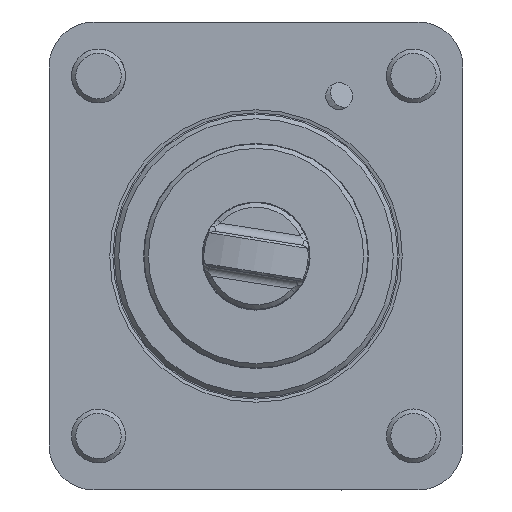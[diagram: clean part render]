
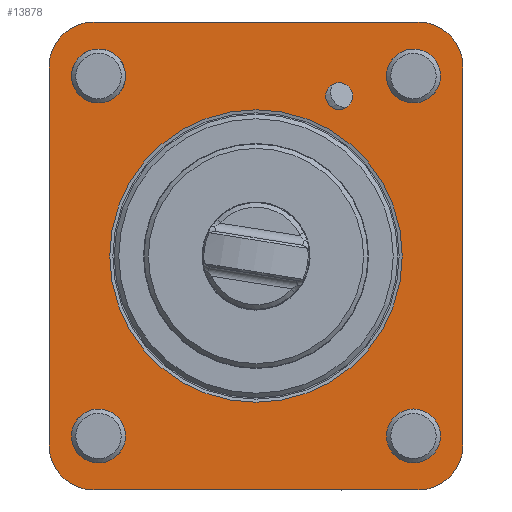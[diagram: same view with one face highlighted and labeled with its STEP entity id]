
A CAD part, front view. The second image highlights one B-rep face of the part: STEP entity #13878.
In plain terms, the highlighted planar face has unit normal (0, -1, 0).
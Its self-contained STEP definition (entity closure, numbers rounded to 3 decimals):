
#511 = CARTESIAN_POINT ( 'NONE',  ( -46., 84.7, 0. ) ) ;
#574 = CIRCLE ( 'NONE', #13336, 10. ) ;
#790 = CARTESIAN_POINT ( 'NONE',  ( -36., 84.7, -42. ) ) ;
#895 = DIRECTION ( 'NONE',  ( 0., -1., 0. ) ) ;
#909 = CIRCLE ( 'NONE', #4445, 10. ) ;
#1190 = EDGE_LOOP ( 'NONE', ( #22450 ) ) ;
#1304 = AXIS2_PLACEMENT_3D ( 'NONE', #13378, #16339, #3051 ) ;
#1327 = DIRECTION ( 'NONE',  ( 0., 0., -1. ) ) ;
#1489 = EDGE_CURVE ( 'NONE', #9167, #9167, #8105, .T. ) ;
#1492 = EDGE_LOOP ( 'NONE', ( #4367 ) ) ;
#1510 = AXIS2_PLACEMENT_3D ( 'NONE', #13366, #22412, #14114 ) ;
#1686 = CARTESIAN_POINT ( 'NONE',  ( -36., 84.7, 42. ) ) ;
#1691 = FACE_BOUND ( 'NONE', #21205, .T. ) ;
#2084 = VERTEX_POINT ( 'NONE', #10679 ) ;
#2336 = DIRECTION ( 'NONE',  ( 0., 0., -1. ) ) ;
#2466 = DIRECTION ( 'NONE',  ( 0., 0., -1. ) ) ;
#2560 = ORIENTED_EDGE ( 'NONE', *, *, #11029, .F. ) ;
#2605 = EDGE_CURVE ( 'NONE', #8323, #15950, #21665, .T. ) ;
#3051 = DIRECTION ( 'NONE',  ( 0., 0., -1. ) ) ;
#3104 = DIRECTION ( 'NONE',  ( 0., 0., -1. ) ) ;
#3151 = EDGE_LOOP ( 'NONE', ( #22938 ) ) ;
#3291 = CIRCLE ( 'NONE', #1510, 6. ) ;
#3322 = EDGE_CURVE ( 'NONE', #10446, #22453, #21093, .T. ) ;
#3375 = CIRCLE ( 'NONE', #1304, 10. ) ;
#3396 = DIRECTION ( 'NONE',  ( 0., 0., -1. ) ) ;
#3505 = DIRECTION ( 'NONE',  ( 0., -1., 0. ) ) ;
#3510 = EDGE_LOOP ( 'NONE', ( #23404 ) ) ;
#4000 = DIRECTION ( 'NONE',  ( 0., 0., -1. ) ) ;
#4367 = ORIENTED_EDGE ( 'NONE', *, *, #10770, .F. ) ;
#4445 = AXIS2_PLACEMENT_3D ( 'NONE', #790, #20912, #3104 ) ;
#4481 = ORIENTED_EDGE ( 'NONE', *, *, #19909, .T. ) ;
#4591 = EDGE_CURVE ( 'NONE', #12264, #17476, #909, .T. ) ;
#4931 = CARTESIAN_POINT ( 'NONE',  ( 35., 84.7, 40. ) ) ;
#4972 = EDGE_CURVE ( 'NONE', #9562, #9562, #3291, .T. ) ;
#5057 = VECTOR ( 'NONE', #1327, 1000. ) ;
#5070 = LINE ( 'NONE', #6561, #17855 ) ;
#5087 = FACE_BOUND ( 'NONE', #1492, .T. ) ;
#5360 = AXIS2_PLACEMENT_3D ( 'NONE', #9094, #20850, #18630 ) ;
#5432 = EDGE_CURVE ( 'NONE', #17539, #17539, #18744, .T. ) ;
#5706 = CARTESIAN_POINT ( 'NONE',  ( 46., 84.7, 0. ) ) ;
#6017 = DIRECTION ( 'NONE',  ( 0., 0., -1. ) ) ;
#6406 = EDGE_CURVE ( 'NONE', #15950, #10446, #7731, .T. ) ;
#6455 = VECTOR ( 'NONE', #10846, 1000. ) ;
#6558 = ORIENTED_EDGE ( 'NONE', *, *, #4591, .T. ) ;
#6561 = CARTESIAN_POINT ( 'NONE',  ( 32.499, 84.7, -52. ) ) ;
#6575 = FACE_BOUND ( 'NONE', #3510, .T. ) ;
#6933 = VERTEX_POINT ( 'NONE', #20962 ) ;
#7051 = CARTESIAN_POINT ( 'NONE',  ( 32.499, 84.7, 52. ) ) ;
#7211 = DIRECTION ( 'NONE',  ( 0., 0., 1. ) ) ;
#7403 = DIRECTION ( 'NONE',  ( 0., -1., 0. ) ) ;
#7435 = EDGE_CURVE ( 'NONE', #2084, #12264, #21075, .T. ) ;
#7731 = CIRCLE ( 'NONE', #10198, 10. ) ;
#7871 = ORIENTED_EDGE ( 'NONE', *, *, #7435, .T. ) ;
#8043 = VERTEX_POINT ( 'NONE', #21369 ) ;
#8105 = CIRCLE ( 'NONE', #21811, 3. ) ;
#8323 = VERTEX_POINT ( 'NONE', #11428 ) ;
#8420 = EDGE_CURVE ( 'NONE', #8043, #8043, #10075, .T. ) ;
#8585 = EDGE_LOOP ( 'NONE', ( #16078, #13798, #7871, #6558, #4481, #10991, #14261, #14629 ) ) ;
#9094 = CARTESIAN_POINT ( 'NONE',  ( 0., 84.7, 0. ) ) ;
#9167 = VERTEX_POINT ( 'NONE', #19091 ) ;
#9276 = CARTESIAN_POINT ( 'NONE',  ( 32.499, 84.7, 0. ) ) ;
#9278 = CIRCLE ( 'NONE', #22219, 6. ) ;
#9514 = CARTESIAN_POINT ( 'NONE',  ( -35., 84.7, 40. ) ) ;
#9562 = VERTEX_POINT ( 'NONE', #18325 ) ;
#10075 = CIRCLE ( 'NONE', #15307, 6. ) ;
#10198 = AXIS2_PLACEMENT_3D ( 'NONE', #20212, #14558, #20956 ) ;
#10225 = CARTESIAN_POINT ( 'NONE',  ( 36., 84.7, 52. ) ) ;
#10446 = VERTEX_POINT ( 'NONE', #10225 ) ;
#10679 = CARTESIAN_POINT ( 'NONE',  ( -46., 84.7, 42. ) ) ;
#10770 = EDGE_CURVE ( 'NONE', #6933, #6933, #15760, .T. ) ;
#10797 = PLANE ( 'NONE',  #13826 ) ;
#10846 = DIRECTION ( 'NONE',  ( -1., 0., 0. ) ) ;
#10991 = ORIENTED_EDGE ( 'NONE', *, *, #17739, .T. ) ;
#11029 = EDGE_CURVE ( 'NONE', #13465, #13465, #9278, .T. ) ;
#11428 = CARTESIAN_POINT ( 'NONE',  ( 46., 84.7, -42. ) ) ;
#11896 = CARTESIAN_POINT ( 'NONE',  ( -46., 84.7, -42. ) ) ;
#12264 = VERTEX_POINT ( 'NONE', #11896 ) ;
#12613 = DIRECTION ( 'NONE',  ( 0., -1., 0. ) ) ;
#12646 = CARTESIAN_POINT ( 'NONE',  ( 35., 84.7, -40. ) ) ;
#13336 = AXIS2_PLACEMENT_3D ( 'NONE', #1686, #895, #4000 ) ;
#13366 = CARTESIAN_POINT ( 'NONE',  ( -35., 84.7, -40. ) ) ;
#13378 = CARTESIAN_POINT ( 'NONE',  ( 36., 84.7, -42. ) ) ;
#13465 = VERTEX_POINT ( 'NONE', #20979 ) ;
#13798 = ORIENTED_EDGE ( 'NONE', *, *, #22489, .T. ) ;
#13826 = AXIS2_PLACEMENT_3D ( 'NONE', #9276, #7403, #2466 ) ;
#13878 = ADVANCED_FACE ( 'NONE', ( #6575, #5087, #21391, #20290, #16474, #22566, #1691 ), #10797, .T. ) ;
#14114 = DIRECTION ( 'NONE',  ( 0., 0., -1. ) ) ;
#14261 = ORIENTED_EDGE ( 'NONE', *, *, #2605, .T. ) ;
#14558 = DIRECTION ( 'NONE',  ( 0., -1., 0. ) ) ;
#14629 = ORIENTED_EDGE ( 'NONE', *, *, #6406, .T. ) ;
#15232 = EDGE_LOOP ( 'NONE', ( #2560 ) ) ;
#15307 = AXIS2_PLACEMENT_3D ( 'NONE', #12646, #3505, #2336 ) ;
#15617 = DIRECTION ( 'NONE',  ( 1., 0., 0. ) ) ;
#15760 = CIRCLE ( 'NONE', #16512, 6. ) ;
#15950 = VERTEX_POINT ( 'NONE', #22998 ) ;
#16078 = ORIENTED_EDGE ( 'NONE', *, *, #3322, .T. ) ;
#16212 = CARTESIAN_POINT ( 'NONE',  ( 36., 84.7, -52. ) ) ;
#16339 = DIRECTION ( 'NONE',  ( 0., -1., 0. ) ) ;
#16474 = FACE_BOUND ( 'NONE', #1190, .T. ) ;
#16512 = AXIS2_PLACEMENT_3D ( 'NONE', #4931, #20822, #3396 ) ;
#16965 = CARTESIAN_POINT ( 'NONE',  ( 18.5, 84.7, 35.5 ) ) ;
#17476 = VERTEX_POINT ( 'NONE', #19032 ) ;
#17539 = VERTEX_POINT ( 'NONE', #21344 ) ;
#17739 = EDGE_CURVE ( 'NONE', #19537, #8323, #3375, .T. ) ;
#17855 = VECTOR ( 'NONE', #15617, 1000. ) ;
#17881 = DIRECTION ( 'NONE',  ( 0., 0., -1. ) ) ;
#18325 = CARTESIAN_POINT ( 'NONE',  ( -35., 84.7, -46. ) ) ;
#18408 = ORIENTED_EDGE ( 'NONE', *, *, #1489, .T. ) ;
#18630 = DIRECTION ( 'NONE',  ( 0., 0., -1. ) ) ;
#18744 = CIRCLE ( 'NONE', #5360, 32.499 ) ;
#19032 = CARTESIAN_POINT ( 'NONE',  ( -36., 84.7, -52. ) ) ;
#19091 = CARTESIAN_POINT ( 'NONE',  ( 18.5, 84.7, 32.5 ) ) ;
#19537 = VERTEX_POINT ( 'NONE', #16212 ) ;
#19909 = EDGE_CURVE ( 'NONE', #17476, #19537, #5070, .T. ) ;
#20212 = CARTESIAN_POINT ( 'NONE',  ( 36., 84.7, 42. ) ) ;
#20290 = FACE_BOUND ( 'NONE', #15232, .T. ) ;
#20822 = DIRECTION ( 'NONE',  ( 0., -1., 0. ) ) ;
#20850 = DIRECTION ( 'NONE',  ( 0., -1., 0. ) ) ;
#20912 = DIRECTION ( 'NONE',  ( 0., -1., 0. ) ) ;
#20956 = DIRECTION ( 'NONE',  ( 0., 0., -1. ) ) ;
#20962 = CARTESIAN_POINT ( 'NONE',  ( 35., 84.7, 34. ) ) ;
#20979 = CARTESIAN_POINT ( 'NONE',  ( -35., 84.7, 34. ) ) ;
#21075 = LINE ( 'NONE', #511, #5057 ) ;
#21093 = LINE ( 'NONE', #7051, #6455 ) ;
#21205 = EDGE_LOOP ( 'NONE', ( #18408 ) ) ;
#21344 = CARTESIAN_POINT ( 'NONE',  ( 0., 84.7, -32.499 ) ) ;
#21369 = CARTESIAN_POINT ( 'NONE',  ( 35., 84.7, -46. ) ) ;
#21391 = FACE_BOUND ( 'NONE', #3151, .T. ) ;
#21665 = LINE ( 'NONE', #5706, #22304 ) ;
#21811 = AXIS2_PLACEMENT_3D ( 'NONE', #16965, #23434, #6017 ) ;
#22219 = AXIS2_PLACEMENT_3D ( 'NONE', #9514, #12613, #17881 ) ;
#22304 = VECTOR ( 'NONE', #7211, 1000. ) ;
#22412 = DIRECTION ( 'NONE',  ( 0., -1., 0. ) ) ;
#22450 = ORIENTED_EDGE ( 'NONE', *, *, #5432, .F. ) ;
#22453 = VERTEX_POINT ( 'NONE', #22552 ) ;
#22489 = EDGE_CURVE ( 'NONE', #22453, #2084, #574, .T. ) ;
#22552 = CARTESIAN_POINT ( 'NONE',  ( -36., 84.7, 52. ) ) ;
#22566 = FACE_OUTER_BOUND ( 'NONE', #8585, .T. ) ;
#22938 = ORIENTED_EDGE ( 'NONE', *, *, #8420, .F. ) ;
#22998 = CARTESIAN_POINT ( 'NONE',  ( 46., 84.7, 42. ) ) ;
#23404 = ORIENTED_EDGE ( 'NONE', *, *, #4972, .F. ) ;
#23434 = DIRECTION ( 'NONE',  ( 0., 1., 0. ) ) ;
